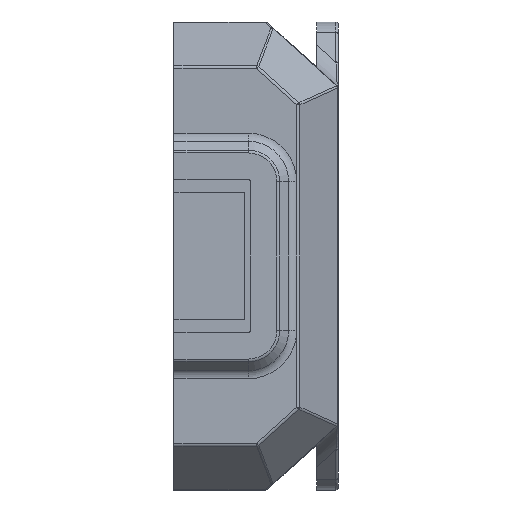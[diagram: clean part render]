
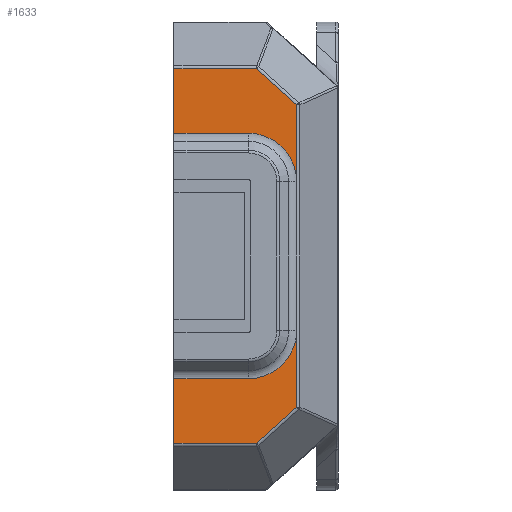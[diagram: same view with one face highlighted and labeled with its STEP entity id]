
A CAD part, front view. The second image highlights one B-rep face of the part: STEP entity #1633.
In plain terms, the highlighted planar face has unit normal (0, -1, 0).
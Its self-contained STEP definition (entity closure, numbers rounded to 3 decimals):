
#1355=CARTESIAN_POINT('Vertex',(30.691,-50.5,-21.318)) ;
#1374=CARTESIAN_POINT('Line Origine',(27.854,-50.5,-23.87)) ;
#1378=CARTESIAN_POINT('Vertex',(25.018,-50.5,-26.423)) ;
#1515=CARTESIAN_POINT('Line Origine',(19.184,-50.5,-26.423)) ;
#1519=CARTESIAN_POINT('Vertex',(13.35,-50.5,-26.423)) ;
#1541=CARTESIAN_POINT('Axis2P3D Location',(27.7,-50.5,0.)) ;
#1547=CARTESIAN_POINT('Control Point',(30.691,-50.5,21.318)) ;
#1548=CARTESIAN_POINT('Control Point',(25.018,-50.5,26.423)) ;
#1549=CARTESIAN_POINT('Vertex',(30.691,-50.5,21.318)) ;
#1551=CARTESIAN_POINT('Vertex',(25.018,-50.5,26.423)) ;
#1554=CARTESIAN_POINT('Line Origine',(22.02,-50.5,26.423)) ;
#1558=CARTESIAN_POINT('Vertex',(13.35,-50.5,26.423)) ;
#1561=CARTESIAN_POINT('Line Origine',(13.35,-50.5,0.)) ;
#1565=CARTESIAN_POINT('Vertex',(13.35,-50.5,17.312)) ;
#1568=CARTESIAN_POINT('Line Origine',(22.02,-50.5,17.312)) ;
#1572=CARTESIAN_POINT('Vertex',(23.85,-50.5,17.312)) ;
#1576=CARTESIAN_POINT('Control Point',(30.662,-50.5,10.5)) ;
#1577=CARTESIAN_POINT('Control Point',(30.662,-50.5,12.64)) ;
#1578=CARTESIAN_POINT('Control Point',(29.824,-50.5,14.782)) ;
#1579=CARTESIAN_POINT('Control Point',(28.132,-50.5,16.474)) ;
#1580=CARTESIAN_POINT('Control Point',(25.99,-50.5,17.312)) ;
#1581=CARTESIAN_POINT('Control Point',(23.85,-50.5,17.312)) ;
#1582=CARTESIAN_POINT('Vertex',(30.662,-50.5,10.5)) ;
#1585=CARTESIAN_POINT('Line Origine',(30.662,-50.5,0.)) ;
#1589=CARTESIAN_POINT('Vertex',(30.662,-50.5,-10.5)) ;
#1593=CARTESIAN_POINT('Control Point',(23.85,-50.5,-17.312)) ;
#1594=CARTESIAN_POINT('Control Point',(25.99,-50.5,-17.312)) ;
#1595=CARTESIAN_POINT('Control Point',(28.132,-50.5,-16.474)) ;
#1596=CARTESIAN_POINT('Control Point',(29.824,-50.5,-14.782)) ;
#1597=CARTESIAN_POINT('Control Point',(30.662,-50.5,-12.64)) ;
#1598=CARTESIAN_POINT('Control Point',(30.662,-50.5,-10.5)) ;
#1599=CARTESIAN_POINT('Vertex',(23.85,-50.5,-17.312)) ;
#1602=CARTESIAN_POINT('Line Origine',(22.02,-50.5,-17.312)) ;
#1606=CARTESIAN_POINT('Vertex',(13.35,-50.5,-17.312)) ;
#1609=CARTESIAN_POINT('Line Origine',(13.35,-50.5,0.)) ;
#1614=CARTESIAN_POINT('Line Origine',(30.691,-50.5,0.)) ;
#1375=DIRECTION('Vector Direction',(-0.743,0.,-0.669)) ;
#1516=DIRECTION('Vector Direction',(1.,0.,0.)) ;
#1542=DIRECTION('Axis2P3D Direction',(0.,-1.,0.)) ;
#1543=DIRECTION('Axis2P3D XDirection',(1.,0.,0.)) ;
#1555=DIRECTION('Vector Direction',(1.,0.,0.)) ;
#1562=DIRECTION('Vector Direction',(0.,0.,1.)) ;
#1569=DIRECTION('Vector Direction',(1.,0.,0.)) ;
#1586=DIRECTION('Vector Direction',(0.,0.,1.)) ;
#1603=DIRECTION('Vector Direction',(1.,0.,0.)) ;
#1610=DIRECTION('Vector Direction',(0.,0.,1.)) ;
#1615=DIRECTION('Vector Direction',(0.,0.,1.)) ;
#1544=AXIS2_PLACEMENT_3D('Plane Axis2P3D',#1541,#1542,#1543) ;
#1620=ORIENTED_EDGE('',*,*,#1553,.T.) ;
#1621=ORIENTED_EDGE('',*,*,#1560,.F.) ;
#1622=ORIENTED_EDGE('',*,*,#1567,.T.) ;
#1623=ORIENTED_EDGE('',*,*,#1574,.F.) ;
#1624=ORIENTED_EDGE('',*,*,#1584,.F.) ;
#1625=ORIENTED_EDGE('',*,*,#1591,.T.) ;
#1626=ORIENTED_EDGE('',*,*,#1601,.F.) ;
#1627=ORIENTED_EDGE('',*,*,#1608,.F.) ;
#1628=ORIENTED_EDGE('',*,*,#1613,.T.) ;
#1629=ORIENTED_EDGE('',*,*,#1521,.T.) ;
#1630=ORIENTED_EDGE('',*,*,#1380,.F.) ;
#1631=ORIENTED_EDGE('',*,*,#1618,.F.) ;
#1376=VECTOR('Line Direction',#1375,1.) ;
#1517=VECTOR('Line Direction',#1516,1.) ;
#1556=VECTOR('Line Direction',#1555,1.) ;
#1563=VECTOR('Line Direction',#1562,1.) ;
#1570=VECTOR('Line Direction',#1569,1.) ;
#1587=VECTOR('Line Direction',#1586,1.) ;
#1604=VECTOR('Line Direction',#1603,1.) ;
#1611=VECTOR('Line Direction',#1610,1.) ;
#1616=VECTOR('Line Direction',#1615,1.) ;
#1633=ADVANCED_FACE('LASS BOX (G3 side)',(#1632),#1545,.T.) ;
#1546=B_SPLINE_CURVE_WITH_KNOTS('',1,(#1547,#1548),.UNSPECIFIED.,.F.,.U.,(2,2),(-8.992,-1.36),.UNSPECIFIED.) ;
#1575=B_SPLINE_CURVE_WITH_KNOTS('',5,(#1576,#1577,#1578,#1579,#1580,#1581),.UNSPECIFIED.,.F.,.U.,(6,6),(0.,10.701),.UNSPECIFIED.) ;
#1592=B_SPLINE_CURVE_WITH_KNOTS('',5,(#1593,#1594,#1595,#1596,#1597,#1598),.UNSPECIFIED.,.F.,.U.,(6,6),(32.102,42.803),.UNSPECIFIED.) ;
#1380=EDGE_CURVE('',#1356,#1379,#1377,.T.) ;
#1521=EDGE_CURVE('',#1520,#1379,#1518,.T.) ;
#1553=EDGE_CURVE('',#1550,#1552,#1546,.T.) ;
#1560=EDGE_CURVE('',#1559,#1552,#1557,.T.) ;
#1567=EDGE_CURVE('',#1559,#1566,#1564,.F.) ;
#1574=EDGE_CURVE('',#1573,#1566,#1571,.F.) ;
#1584=EDGE_CURVE('',#1583,#1573,#1575,.T.) ;
#1591=EDGE_CURVE('',#1583,#1590,#1588,.F.) ;
#1601=EDGE_CURVE('',#1600,#1590,#1592,.T.) ;
#1608=EDGE_CURVE('',#1607,#1600,#1605,.T.) ;
#1613=EDGE_CURVE('',#1607,#1520,#1612,.F.) ;
#1618=EDGE_CURVE('',#1550,#1356,#1617,.F.) ;
#1619=EDGE_LOOP('',(#1620,#1621,#1622,#1623,#1624,#1625,#1626,#1627,#1628,#1629,#1630,#1631)) ;
#1632=FACE_OUTER_BOUND('',#1619,.T.) ;
#1377=LINE('Line',#1374,#1376) ;
#1518=LINE('Line',#1515,#1517) ;
#1557=LINE('Line',#1554,#1556) ;
#1564=LINE('Line',#1561,#1563) ;
#1571=LINE('Line',#1568,#1570) ;
#1588=LINE('Line',#1585,#1587) ;
#1605=LINE('Line',#1602,#1604) ;
#1612=LINE('Line',#1609,#1611) ;
#1617=LINE('Line',#1614,#1616) ;
#1545=PLANE('',#1544) ;
#1356=VERTEX_POINT('',#1355) ;
#1379=VERTEX_POINT('',#1378) ;
#1520=VERTEX_POINT('',#1519) ;
#1550=VERTEX_POINT('',#1549) ;
#1552=VERTEX_POINT('',#1551) ;
#1559=VERTEX_POINT('',#1558) ;
#1566=VERTEX_POINT('',#1565) ;
#1573=VERTEX_POINT('',#1572) ;
#1583=VERTEX_POINT('',#1582) ;
#1590=VERTEX_POINT('',#1589) ;
#1600=VERTEX_POINT('',#1599) ;
#1607=VERTEX_POINT('',#1606) ;
